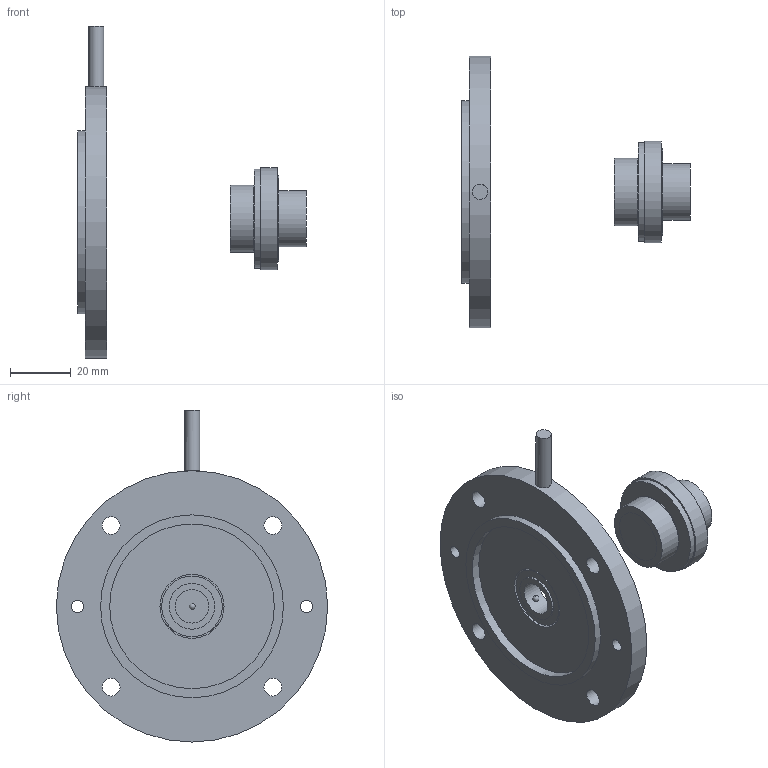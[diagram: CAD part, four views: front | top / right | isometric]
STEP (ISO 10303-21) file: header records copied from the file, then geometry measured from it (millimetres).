
FILE_DESCRIPTION(/* description */ (''),/* implementation_level */ '2;1');
FILE_NAME(/* name */ 'DN-0009452',/* time_stamp */ '2021-06-17T11:13:33+02:00',/* author */ (''),/* organization */ (''),/* preprocessor_version */ 'ST-DEVELOPER v16.5',/* originating_system */ 'HiCAD 2020 2501.2 Build 335',/* authorisation */ '');
FILE_SCHEMA (('AUTOMOTIVE_DESIGN { 1 0 10303 214 1 1 1 1 }'));
Length unit declared in the file: millimetre
Bounding box: 74.98 x 89 x 108.91 mm (x, y, z)
Volume: 50228.7 mm3; surface area: 25678.5 mm2
Topology: 9 solids, 9 shells, 307 faces, 767 edges, 502 vertices
Faces by surface type: plane 123, cylinder 81, cone 65, torus 37, sphere 1
Full cylindrical faces by diameter (mm): 4 x1, 4.019 x2, 5 x1, 5.8 x4, 11 x1, 15 x2, 18.2 x1, 18.4 x5, 19 x3, 19.9 x1, 20.37 x1, 21 x1, 22.124 x1, 28.37 x2, 32.37 x1, 33.37 x1, 43 x1, 54 x1, 60 x2, 89 x1
Entity records: 16095 total; most frequent: CARTESIAN_POINT 2185, PRESENTATION_STYLE_ASSIGNMENT 1431, COLOUR_RGB 1431, DRAUGHTING_PRE_DEFINED_CURVE_FONT 1430, CURVE_STYLE 1430, OVER_RIDING_STYLED_ITEM 1430, ORIENTED_EDGE 1430, DIRECTION 1404
